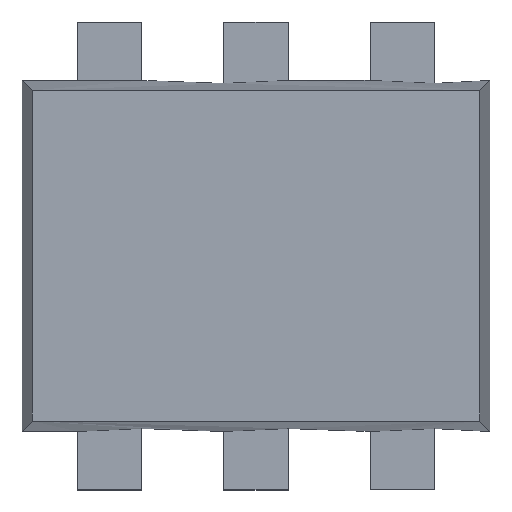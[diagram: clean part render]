
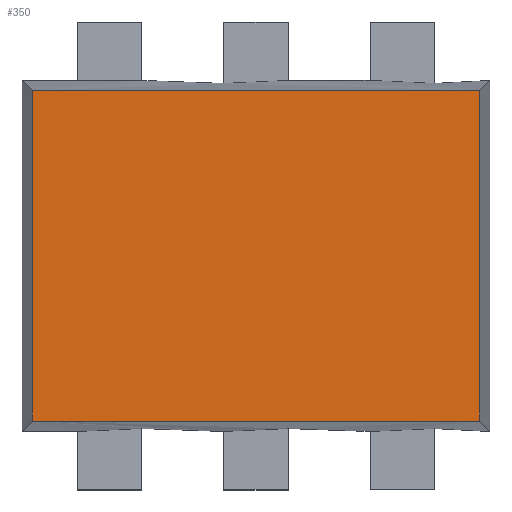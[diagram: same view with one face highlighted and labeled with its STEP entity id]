
A CAD part, top view. The second image highlights one B-rep face of the part: STEP entity #350.
In plain terms, the highlighted planar face has unit normal (0, 0, 1).
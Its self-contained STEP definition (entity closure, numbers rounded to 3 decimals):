
#350=ADVANCED_FACE('',(#918),#917,.T.);
#917=PLANE('',#1555);
#918=FACE_OUTER_BOUND('',#1556,.T.);
#1552=CARTESIAN_POINT('',(-0.918,-0.678,0.5));
#1553=DIRECTION('',(0.,0.,1.));
#1554=DIRECTION('',(1.,0.,0.));
#1555=AXIS2_PLACEMENT_3D('',#1552,#1553,#1554);
#1556=EDGE_LOOP('',(#1973,#1974,#1975,#1976));
#1973=ORIENTED_EDGE('',*,*,#2289,.T.);
#1974=ORIENTED_EDGE('',*,*,#2290,.F.);
#1975=ORIENTED_EDGE('',*,*,#2291,.F.);
#1976=ORIENTED_EDGE('',*,*,#2292,.T.);
#2289=EDGE_CURVE('',#3233,#3234,#3235,.T.);
#2290=EDGE_CURVE('',#3241,#3234,#3242,.T.);
#2291=EDGE_CURVE('',#3248,#3241,#3249,.T.);
#2292=EDGE_CURVE('',#3248,#3233,#3255,.T.);
#3233=VERTEX_POINT('',#4266);
#3234=VERTEX_POINT('',#4267);
#3235=LINE('',#4268,#4269);
#3241=VERTEX_POINT('',#4271);
#3242=LINE('',#4272,#4273);
#3248=VERTEX_POINT('',#4275);
#3249=LINE('',#4276,#4277);
#3255=LINE('',#4279,#4280);
#4266=CARTESIAN_POINT('',(-0.765,-0.565,0.5));
#4267=CARTESIAN_POINT('',(0.765,-0.565,0.5));
#4268=CARTESIAN_POINT('',(-0.765,-0.565,0.5));
#4269=VECTOR('',#4270,1.53);
#4270=DIRECTION('',(1.,0.,0.));
#4271=CARTESIAN_POINT('',(0.765,0.565,0.5));
#4272=CARTESIAN_POINT('',(0.765,0.565,0.5));
#4273=VECTOR('',#4274,1.13);
#4274=DIRECTION('',(0.,-1.,0.));
#4275=CARTESIAN_POINT('',(-0.765,0.565,0.5));
#4276=CARTESIAN_POINT('',(-0.765,0.565,0.5));
#4277=VECTOR('',#4278,1.53);
#4278=DIRECTION('',(1.,0.,0.));
#4279=CARTESIAN_POINT('',(-0.765,0.565,0.5));
#4280=VECTOR('',#4281,1.13);
#4281=DIRECTION('',(0.,-1.,0.));
